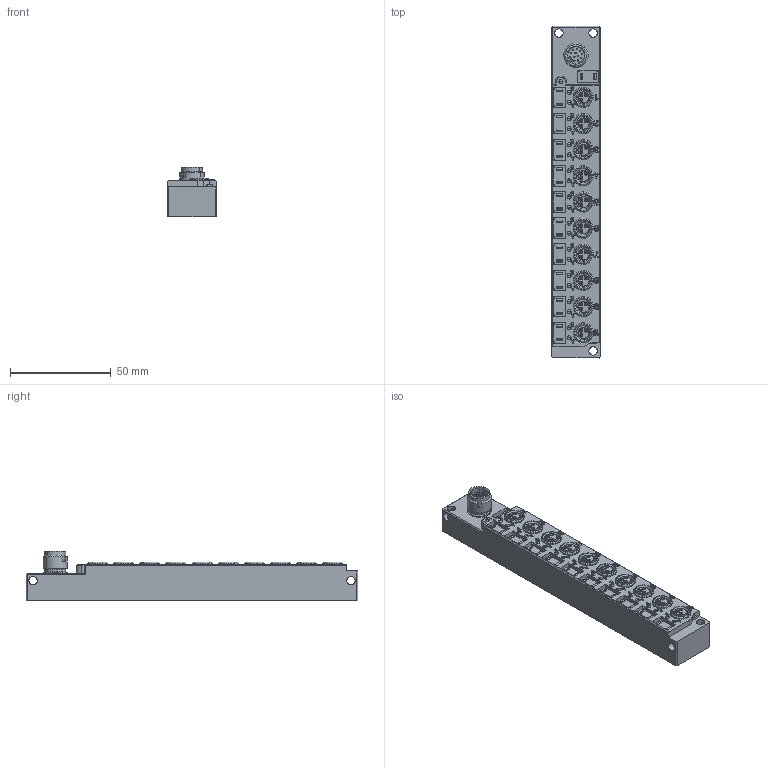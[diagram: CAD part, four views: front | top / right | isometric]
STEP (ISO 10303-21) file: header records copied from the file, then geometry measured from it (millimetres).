
FILE_DESCRIPTION(('CATIA V5 STEP Exchange','CAx-IF Rec.Pracs.--- Model Styling and Organization---1.4--- 2014-01-23'),'2;1');
FILE_NAME ('025111-2_2', '2023-02-24T07:08:06+00:00', ('none'), ('Weidmueller'), 'CATIA Version 5-6 Release 2016 SP3 HF44', 'CATIA V5 STEP AP214', 'none');
FILE_SCHEMA(('AUTOMOTIVE_DESIGN { 1 0 10303 214 1 1 1 1 }'));
Products named in the file (1): 1877950000
Bounding box: 24 x 165 x 24.58 mm (x, y, z)
Volume: 66432.3 mm3; surface area: 24577.7 mm2
Topology: 114 solids, 116 shells, 2426 faces, 6036 edges, 4011 vertices
Faces by surface type: plane 1043, cylinder 484, bspline 460, cone 297, torus 94, sphere 42, extrusion 6
Entity records: 78715 total; most frequent: CARTESIAN_POINT 27257, ORIENTED_EDGE 12072, DIRECTION 7369, EDGE_CURVE 6036, VERTEX_POINT 4011, AXIS2_PLACEMENT_3D 2959, EDGE_LOOP 2713, VECTOR 2631
